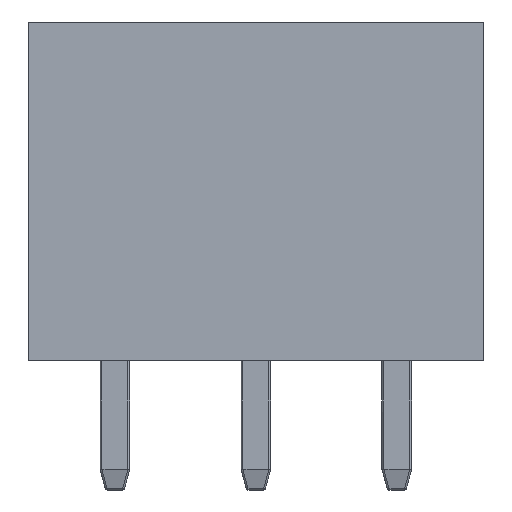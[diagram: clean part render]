
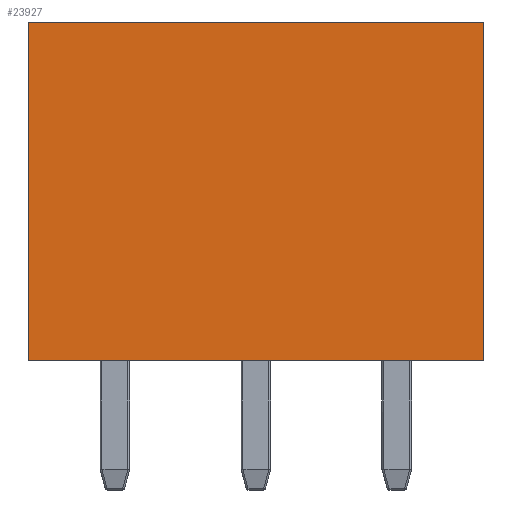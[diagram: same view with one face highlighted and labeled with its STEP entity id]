
A CAD part, front view. The second image highlights one B-rep face of the part: STEP entity #23927.
In plain terms, the highlighted planar face has unit normal (0, -1, 0).
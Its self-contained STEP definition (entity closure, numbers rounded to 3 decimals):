
#291 = EDGE_CURVE ( 'NONE', #2168, #29730, #18750, .T. ) ;
#770 = CARTESIAN_POINT ( 'NONE',  ( 2.35, -4.1, 9.15 ) ) ;
#1979 = VERTEX_POINT ( 'NONE', #5187 ) ;
#2168 = VERTEX_POINT ( 'NONE', #16648 ) ;
#4512 = DIRECTION ( 'NONE',  ( 0., 0., -1. ) ) ;
#5187 = CARTESIAN_POINT ( 'NONE',  ( -9.96, -4.1, 0. ) ) ;
#5435 = DIRECTION ( 'NONE',  ( 1., 0., 0. ) ) ;
#5595 = LINE ( 'NONE', #18241, #24168 ) ;
#6869 = LINE ( 'NONE', #24948, #23149 ) ;
#7754 = CARTESIAN_POINT ( 'NONE',  ( -9.96, -4.1, 9.15 ) ) ;
#10187 = ORIENTED_EDGE ( 'NONE', *, *, #26787, .T. ) ;
#10961 = EDGE_LOOP ( 'NONE', ( #10187, #11756, #31124, #16803 ) ) ;
#11756 = ORIENTED_EDGE ( 'NONE', *, *, #27334, .F. ) ;
#13063 = VERTEX_POINT ( 'NONE', #30003 ) ;
#13159 = DIRECTION ( 'NONE',  ( 0., 0., -1. ) ) ;
#13450 = AXIS2_PLACEMENT_3D ( 'NONE', #27607, #27914, #22869 ) ;
#13529 = DIRECTION ( 'NONE',  ( 1., 0., 0. ) ) ;
#13838 = VECTOR ( 'NONE', #13529, 1000. ) ;
#16648 = CARTESIAN_POINT ( 'NONE',  ( -9.96, -4.1, 9.15 ) ) ;
#16803 = ORIENTED_EDGE ( 'NONE', *, *, #30381, .T. ) ;
#17470 = PLANE ( 'NONE',  #13450 ) ;
#18241 = CARTESIAN_POINT ( 'NONE',  ( -9.96, -4.1, 0. ) ) ;
#18409 = CARTESIAN_POINT ( 'NONE',  ( -9.96, -4.1, 9.15 ) ) ;
#18750 = LINE ( 'NONE', #18409, #13838 ) ;
#22869 = DIRECTION ( 'NONE',  ( 0., 0., 1. ) ) ;
#23149 = VECTOR ( 'NONE', #4512, 1000. ) ;
#23927 = ADVANCED_FACE ( 'NONE', ( #32558 ), #17470, .F. ) ;
#24168 = VECTOR ( 'NONE', #5435, 1000. ) ;
#24948 = CARTESIAN_POINT ( 'NONE',  ( 2.35, -4.1, 9.15 ) ) ;
#26787 = EDGE_CURVE ( 'NONE', #1979, #13063, #5595, .T. ) ;
#27334 = EDGE_CURVE ( 'NONE', #29730, #13063, #6869, .T. ) ;
#27607 = CARTESIAN_POINT ( 'NONE',  ( -9.96, -4.1, 9.15 ) ) ;
#27914 = DIRECTION ( 'NONE',  ( 0., 1., 0. ) ) ;
#29730 = VERTEX_POINT ( 'NONE', #770 ) ;
#30003 = CARTESIAN_POINT ( 'NONE',  ( 2.35, -4.1, 0. ) ) ;
#30381 = EDGE_CURVE ( 'NONE', #2168, #1979, #32981, .T. ) ;
#31124 = ORIENTED_EDGE ( 'NONE', *, *, #291, .F. ) ;
#32558 = FACE_OUTER_BOUND ( 'NONE', #10961, .T. ) ;
#32871 = VECTOR ( 'NONE', #13159, 1000. ) ;
#32981 = LINE ( 'NONE', #7754, #32871 ) ;
